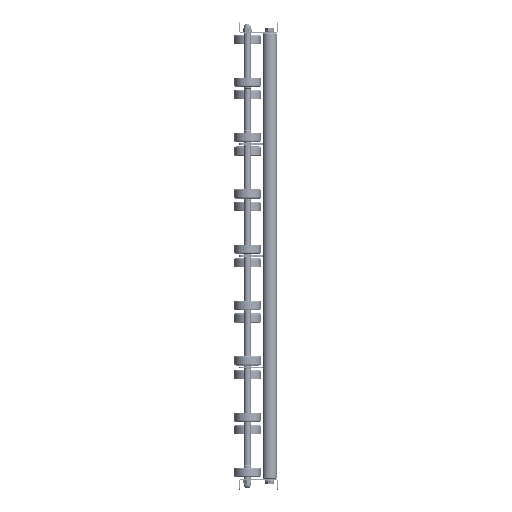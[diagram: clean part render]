
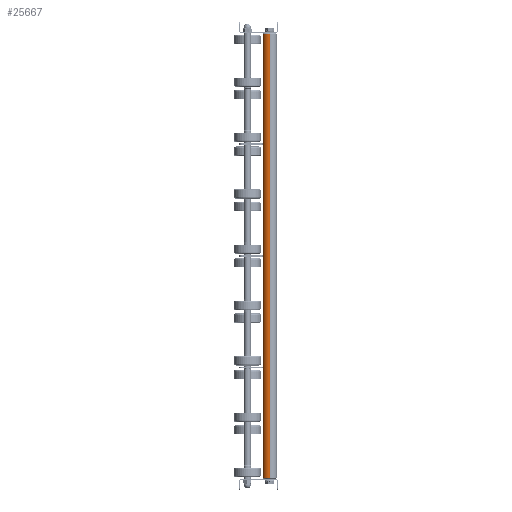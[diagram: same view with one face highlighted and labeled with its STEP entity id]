
A CAD part, left-side view. The second image highlights one B-rep face of the part: STEP entity #25667.
In plain terms, the highlighted cylindrical face has radius 12.5 mm (diameter 25 mm), a partial arc.
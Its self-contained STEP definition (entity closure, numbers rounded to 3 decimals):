
#320 = CARTESIAN_POINT ( 'NONE',  ( 800., 0., 0. ) ) ;
#1820 = CARTESIAN_POINT ( 'NONE',  ( 799., 0., 0. ) ) ;
#2109 = EDGE_CURVE ( 'NONE', #9760, #6260, #8579, .T. ) ;
#2376 = DIRECTION ( 'NONE',  ( 0., 0., -1. ) ) ;
#3885 = VERTEX_POINT ( 'NONE', #28601 ) ;
#5578 = CARTESIAN_POINT ( 'NONE',  ( 800., 0., -12.5 ) ) ;
#6260 = VERTEX_POINT ( 'NONE', #11726 ) ;
#7049 = ORIENTED_EDGE ( 'NONE', *, *, #21084, .T. ) ;
#7584 = AXIS2_PLACEMENT_3D ( 'NONE', #25540, #22454, #2376 ) ;
#8564 = VECTOR ( 'NONE', #26228, 1000. ) ;
#8579 = LINE ( 'NONE', #23439, #12099 ) ;
#9760 = VERTEX_POINT ( 'NONE', #24921 ) ;
#10673 = CIRCLE ( 'NONE', #7584, 12.5 ) ;
#11726 = CARTESIAN_POINT ( 'NONE',  ( 1., 0., 12.5 ) ) ;
#11919 = CIRCLE ( 'NONE', #32285, 12.5 ) ;
#12099 = VECTOR ( 'NONE', #23819, 1000. ) ;
#15025 = FACE_OUTER_BOUND ( 'NONE', #27983, .T. ) ;
#15556 = CARTESIAN_POINT ( 'NONE',  ( 1., 0., -12.5 ) ) ;
#16733 = EDGE_CURVE ( 'NONE', #23690, #6260, #10673, .T. ) ;
#16736 = EDGE_CURVE ( 'NONE', #9760, #3885, #11919, .T. ) ;
#17407 = AXIS2_PLACEMENT_3D ( 'NONE', #320, #18094, #29877 ) ;
#17565 = LINE ( 'NONE', #5578, #8564 ) ;
#18094 = DIRECTION ( 'NONE',  ( -1., 0., 0. ) ) ;
#19285 = ORIENTED_EDGE ( 'NONE', *, *, #16736, .T. ) ;
#19957 = DIRECTION ( 'NONE',  ( 0., 0., -1. ) ) ;
#21084 = EDGE_CURVE ( 'NONE', #3885, #23690, #17565, .T. ) ;
#22454 = DIRECTION ( 'NONE',  ( 1., 0., 0. ) ) ;
#22645 = DIRECTION ( 'NONE',  ( -1., 0., 0. ) ) ;
#23439 = CARTESIAN_POINT ( 'NONE',  ( 800., 0., 12.5 ) ) ;
#23690 = VERTEX_POINT ( 'NONE', #15556 ) ;
#23819 = DIRECTION ( 'NONE',  ( -1., 0., 0. ) ) ;
#24921 = CARTESIAN_POINT ( 'NONE',  ( 799., 0., 12.5 ) ) ;
#25540 = CARTESIAN_POINT ( 'NONE',  ( 1., 0., 0. ) ) ;
#25667 = ADVANCED_FACE ( 'NONE', ( #15025 ), #26768, .T. ) ;
#26228 = DIRECTION ( 'NONE',  ( -1., 0., 0. ) ) ;
#26768 = CYLINDRICAL_SURFACE ( 'NONE', #17407, 12.5 ) ;
#27983 = EDGE_LOOP ( 'NONE', ( #19285, #7049, #28457, #28497 ) ) ;
#28457 = ORIENTED_EDGE ( 'NONE', *, *, #16733, .T. ) ;
#28497 = ORIENTED_EDGE ( 'NONE', *, *, #2109, .F. ) ;
#28601 = CARTESIAN_POINT ( 'NONE',  ( 799., 0., -12.5 ) ) ;
#29877 = DIRECTION ( 'NONE',  ( 0., 0., 1. ) ) ;
#32285 = AXIS2_PLACEMENT_3D ( 'NONE', #1820, #22645, #19957 ) ;
